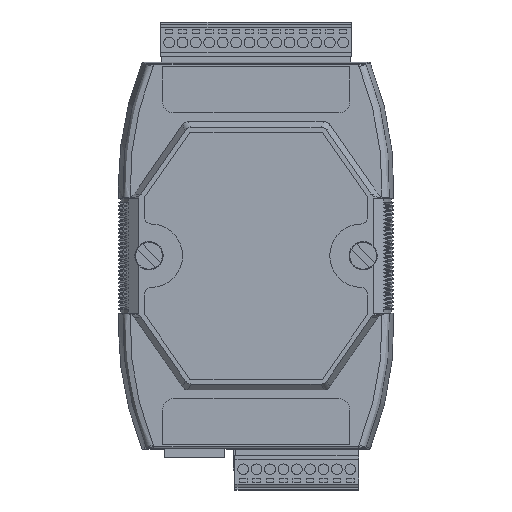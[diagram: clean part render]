
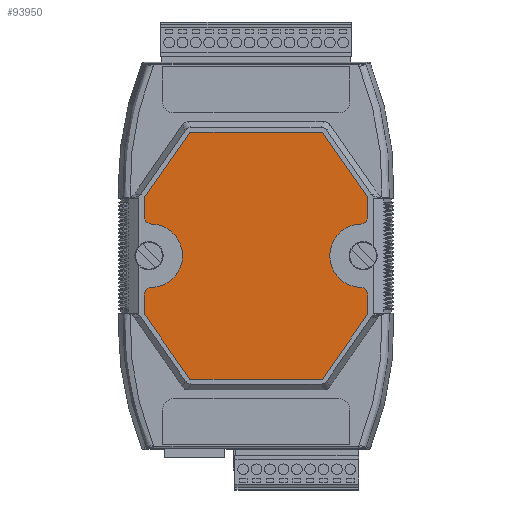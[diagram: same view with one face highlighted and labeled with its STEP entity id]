
A CAD part, top view. The second image highlights one B-rep face of the part: STEP entity #93950.
In plain terms, the highlighted face is planar.
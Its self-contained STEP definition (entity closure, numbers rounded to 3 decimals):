
#487 = CARTESIAN_POINT ( 'NONE',  ( 29.25, 0.3, -15.163 ) ) ;
#1104 = LINE ( 'NONE', #31823, #116690 ) ;
#1426 = ORIENTED_EDGE ( 'NONE', *, *, #2365, .T. ) ;
#2186 = VECTOR ( 'NONE', #127683, 1000. ) ;
#2229 = CARTESIAN_POINT ( 'NONE',  ( 29.25, 0.3, 15.163 ) ) ;
#2290 = VERTEX_POINT ( 'NONE', #114475 ) ;
#2334 = CARTESIAN_POINT ( 'NONE',  ( 29.25, 0.3, 15.163 ) ) ;
#2365 = EDGE_CURVE ( 'NONE', #103597, #2290, #35419, .T. ) ;
#2591 = CIRCLE ( 'NONE', #6911, 8.3 ) ;
#3794 = EDGE_CURVE ( 'NONE', #67533, #41092, #17084, .T. ) ;
#4967 = FACE_OUTER_BOUND ( 'NONE', #107563, .T. ) ;
#5112 = EDGE_CURVE ( 'NONE', #65524, #42439, #53089, .T. ) ;
#6753 = CARTESIAN_POINT ( 'NONE',  ( -27.25, 0.3, -10.296 ) ) ;
#6911 = AXIS2_PLACEMENT_3D ( 'NONE', #69029, #129239, #6959 ) ;
#6959 = DIRECTION ( 'NONE',  ( 0., 0., 1. ) ) ;
#8552 = DIRECTION ( 'NONE',  ( -0.571, 0., -0.821 ) ) ;
#8917 = VERTEX_POINT ( 'NONE', #108297 ) ;
#9461 = EDGE_CURVE ( 'NONE', #56449, #52727, #112061, .T. ) ;
#10069 = ORIENTED_EDGE ( 'NONE', *, *, #54254, .T. ) ;
#12537 = CARTESIAN_POINT ( 'NONE',  ( 27.25, 0.3, 10.296 ) ) ;
#15302 = DIRECTION ( 'NONE',  ( 0., 0., 1. ) ) ;
#17084 = CIRCLE ( 'NONE', #78945, 2. ) ;
#18218 = CARTESIAN_POINT ( 'NONE',  ( -17.305, 0.3, 32.35 ) ) ;
#18678 = EDGE_CURVE ( 'NONE', #33898, #108089, #1104, .T. ) ;
#22559 = DIRECTION ( 'NONE',  ( 0., 0., 1. ) ) ;
#22589 = DIRECTION ( 'NONE',  ( 0., -1., 0. ) ) ;
#22937 = CARTESIAN_POINT ( 'NONE',  ( -17.305, 0.3, -32.35 ) ) ;
#23722 = VECTOR ( 'NONE', #114575, 1000. ) ;
#26035 = ORIENTED_EDGE ( 'NONE', *, *, #9461, .T. ) ;
#26360 = VERTEX_POINT ( 'NONE', #81927 ) ;
#28258 = AXIS2_PLACEMENT_3D ( 'NONE', #128236, #57347, #15302 ) ;
#28340 = CARTESIAN_POINT ( 'NONE',  ( -29.25, 0.3, 10.296 ) ) ;
#31823 = CARTESIAN_POINT ( 'NONE',  ( -29.25, 0.3, 10.296 ) ) ;
#32087 = ORIENTED_EDGE ( 'NONE', *, *, #56854, .T. ) ;
#33265 = VERTEX_POINT ( 'NONE', #87662 ) ;
#33898 = VERTEX_POINT ( 'NONE', #28340 ) ;
#35419 = LINE ( 'NONE', #22937, #2186 ) ;
#36818 = LINE ( 'NONE', #128410, #65177 ) ;
#37475 = AXIS2_PLACEMENT_3D ( 'NONE', #12537, #54580, #22559 ) ;
#40828 = ORIENTED_EDGE ( 'NONE', *, *, #119916, .T. ) ;
#41092 = VERTEX_POINT ( 'NONE', #72062 ) ;
#41845 = DIRECTION ( 'NONE',  ( 0., 0., 1. ) ) ;
#42439 = VERTEX_POINT ( 'NONE', #118803 ) ;
#44179 = AXIS2_PLACEMENT_3D ( 'NONE', #66393, #56385, #91065 ) ;
#44610 = CARTESIAN_POINT ( 'NONE',  ( -29.25, 0.3, 15.163 ) ) ;
#45307 = CIRCLE ( 'NONE', #28258, 2. ) ;
#45915 = DIRECTION ( 'NONE',  ( 0.571, 0., 0.821 ) ) ;
#46185 = DIRECTION ( 'NONE',  ( 0., 0., -1. ) ) ;
#46794 = ORIENTED_EDGE ( 'NONE', *, *, #88973, .T. ) ;
#48923 = LINE ( 'NONE', #18218, #76382 ) ;
#49994 = EDGE_CURVE ( 'NONE', #69907, #33898, #45307, .T. ) ;
#50247 = LINE ( 'NONE', #91014, #126389 ) ;
#52727 = VERTEX_POINT ( 'NONE', #73473 ) ;
#53089 = LINE ( 'NONE', #2334, #23722 ) ;
#53424 = CARTESIAN_POINT ( 'NONE',  ( 29.25, 0.3, -15.163 ) ) ;
#54254 = EDGE_CURVE ( 'NONE', #108089, #26360, #75986, .T. ) ;
#54580 = DIRECTION ( 'NONE',  ( 0., 1., 0. ) ) ;
#56385 = DIRECTION ( 'NONE',  ( 0., 1., 0. ) ) ;
#56449 = VERTEX_POINT ( 'NONE', #53424 ) ;
#56854 = EDGE_CURVE ( 'NONE', #42439, #123502, #127195, .T. ) ;
#57347 = DIRECTION ( 'NONE',  ( 0., 1., 0. ) ) ;
#57975 = EDGE_CURVE ( 'NONE', #123502, #67533, #110255, .T. ) ;
#58499 = VECTOR ( 'NONE', #8552, 1000. ) ;
#59885 = EDGE_CURVE ( 'NONE', #26360, #68102, #48923, .T. ) ;
#60223 = DIRECTION ( 'NONE',  ( 0., 0., 1. ) ) ;
#60879 = CARTESIAN_POINT ( 'NONE',  ( 27.25, 0.3, -10.296 ) ) ;
#65177 = VECTOR ( 'NONE', #46185, 1000. ) ;
#65524 = VERTEX_POINT ( 'NONE', #2229 ) ;
#66393 = CARTESIAN_POINT ( 'NONE',  ( 27.25, 0.3, 10.296 ) ) ;
#67441 = DIRECTION ( 'NONE',  ( 0.571, 0., -0.821 ) ) ;
#67533 = VERTEX_POINT ( 'NONE', #74476 ) ;
#68102 = VERTEX_POINT ( 'NONE', #100146 ) ;
#68648 = ORIENTED_EDGE ( 'NONE', *, *, #105710, .T. ) ;
#69029 = CARTESIAN_POINT ( 'NONE',  ( -27.55, 0.3, 0. ) ) ;
#69634 = DIRECTION ( 'NONE',  ( -1., 0., 0. ) ) ;
#69855 = AXIS2_PLACEMENT_3D ( 'NONE', #6753, #87592, #96943 ) ;
#69907 = VERTEX_POINT ( 'NONE', #100356 ) ;
#72062 = CARTESIAN_POINT ( 'NONE',  ( 29.25, 0.3, -10.296 ) ) ;
#72577 = ORIENTED_EDGE ( 'NONE', *, *, #59885, .T. ) ;
#73107 = DIRECTION ( 'NONE',  ( 0., 0., 1. ) ) ;
#73473 = CARTESIAN_POINT ( 'NONE',  ( 17.305, 0.3, -32.35 ) ) ;
#74476 = CARTESIAN_POINT ( 'NONE',  ( 27.308, 0.3, -8.296 ) ) ;
#74672 = DIRECTION ( 'NONE',  ( 0., 0., 1. ) ) ;
#75986 = LINE ( 'NONE', #44610, #129191 ) ;
#76294 = ORIENTED_EDGE ( 'NONE', *, *, #83556, .T. ) ;
#76382 = VECTOR ( 'NONE', #121761, 1000. ) ;
#78945 = AXIS2_PLACEMENT_3D ( 'NONE', #60879, #112347, #60223 ) ;
#81803 = ORIENTED_EDGE ( 'NONE', *, *, #5112, .T. ) ;
#81927 = CARTESIAN_POINT ( 'NONE',  ( -17.305, 0.3, 32.35 ) ) ;
#82234 = LINE ( 'NONE', #123012, #99137 ) ;
#82478 = ORIENTED_EDGE ( 'NONE', *, *, #114161, .T. ) ;
#83556 = EDGE_CURVE ( 'NONE', #52727, #103597, #50247, .T. ) ;
#86451 = PLANE ( 'NONE',  #44179 ) ;
#86775 = AXIS2_PLACEMENT_3D ( 'NONE', #104731, #22589, #74672 ) ;
#87592 = DIRECTION ( 'NONE',  ( 0., 1., 0. ) ) ;
#87662 = CARTESIAN_POINT ( 'NONE',  ( -27.308, 0.3, -8.296 ) ) ;
#88973 = EDGE_CURVE ( 'NONE', #68102, #65524, #82234, .T. ) ;
#91014 = CARTESIAN_POINT ( 'NONE',  ( 17.305, 0.3, -32.35 ) ) ;
#91065 = DIRECTION ( 'NONE',  ( 0., 0., 1. ) ) ;
#92511 = CARTESIAN_POINT ( 'NONE',  ( -29.25, 0.3, -15.163 ) ) ;
#93950 = ADVANCED_FACE ( 'NONE', ( #4967 ), #86451, .T. ) ;
#96385 = ORIENTED_EDGE ( 'NONE', *, *, #18678, .T. ) ;
#96943 = DIRECTION ( 'NONE',  ( 0., 0., 1. ) ) ;
#98339 = CARTESIAN_POINT ( 'NONE',  ( -29.25, 0.3, 15.163 ) ) ;
#99137 = VECTOR ( 'NONE', #67441, 1000. ) ;
#100146 = CARTESIAN_POINT ( 'NONE',  ( 17.305, 0.3, 32.35 ) ) ;
#100356 = CARTESIAN_POINT ( 'NONE',  ( -27.308, 0.3, 8.296 ) ) ;
#101243 = EDGE_CURVE ( 'NONE', #41092, #56449, #36818, .T. ) ;
#102244 = CARTESIAN_POINT ( 'NONE',  ( -17.305, 0.3, -32.35 ) ) ;
#102267 = VECTOR ( 'NONE', #73107, 1000. ) ;
#102530 = ORIENTED_EDGE ( 'NONE', *, *, #49994, .T. ) ;
#103597 = VERTEX_POINT ( 'NONE', #102244 ) ;
#104174 = ORIENTED_EDGE ( 'NONE', *, *, #3794, .T. ) ;
#104731 = CARTESIAN_POINT ( 'NONE',  ( 27.55, 0.3, 0. ) ) ;
#105451 = ORIENTED_EDGE ( 'NONE', *, *, #101243, .T. ) ;
#105710 = EDGE_CURVE ( 'NONE', #8917, #33265, #110423, .T. ) ;
#107563 = EDGE_LOOP ( 'NONE', ( #10069, #72577, #46794, #81803, #32087, #130501, #104174, #105451, #26035, #76294, #1426, #82478, #68648, #40828, #102530, #96385 ) ) ;
#108089 = VERTEX_POINT ( 'NONE', #98339 ) ;
#108297 = CARTESIAN_POINT ( 'NONE',  ( -29.25, 0.3, -10.296 ) ) ;
#110255 = CIRCLE ( 'NONE', #86775, 8.3 ) ;
#110423 = CIRCLE ( 'NONE', #69855, 2. ) ;
#112061 = LINE ( 'NONE', #487, #58499 ) ;
#112347 = DIRECTION ( 'NONE',  ( 0., 1., 0. ) ) ;
#114161 = EDGE_CURVE ( 'NONE', #2290, #8917, #124602, .T. ) ;
#114475 = CARTESIAN_POINT ( 'NONE',  ( -29.25, 0.3, -15.163 ) ) ;
#114575 = DIRECTION ( 'NONE',  ( 0., 0., -1. ) ) ;
#116690 = VECTOR ( 'NONE', #41845, 1000. ) ;
#118803 = CARTESIAN_POINT ( 'NONE',  ( 29.25, 0.3, 10.296 ) ) ;
#119916 = EDGE_CURVE ( 'NONE', #33265, #69907, #2591, .T. ) ;
#121761 = DIRECTION ( 'NONE',  ( 1., 0., 0. ) ) ;
#123012 = CARTESIAN_POINT ( 'NONE',  ( 17.305, 0.3, 32.35 ) ) ;
#123502 = VERTEX_POINT ( 'NONE', #129661 ) ;
#124602 = LINE ( 'NONE', #92511, #102267 ) ;
#126389 = VECTOR ( 'NONE', #69634, 1000. ) ;
#127195 = CIRCLE ( 'NONE', #37475, 2. ) ;
#127683 = DIRECTION ( 'NONE',  ( -0.571, 0., 0.821 ) ) ;
#128236 = CARTESIAN_POINT ( 'NONE',  ( -27.25, 0.3, 10.296 ) ) ;
#128410 = CARTESIAN_POINT ( 'NONE',  ( 29.25, 0.3, -10.296 ) ) ;
#129191 = VECTOR ( 'NONE', #45915, 1000. ) ;
#129239 = DIRECTION ( 'NONE',  ( 0., -1., 0. ) ) ;
#129661 = CARTESIAN_POINT ( 'NONE',  ( 27.308, 0.3, 8.296 ) ) ;
#130501 = ORIENTED_EDGE ( 'NONE', *, *, #57975, .T. ) ;
